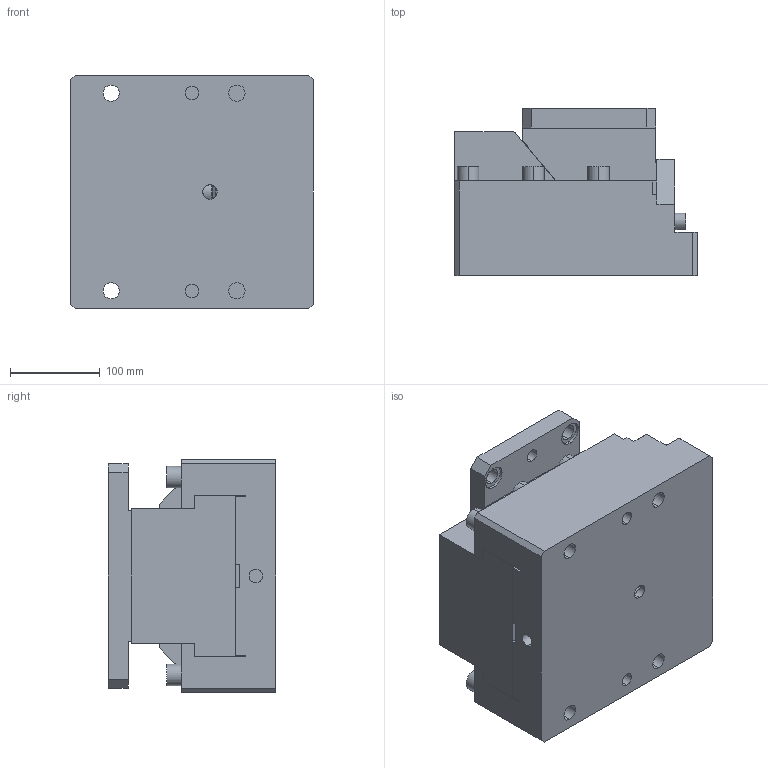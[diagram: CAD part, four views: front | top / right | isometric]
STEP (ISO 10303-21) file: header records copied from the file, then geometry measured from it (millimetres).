
FILE_DESCRIPTION(('CATIA V5 STEP Exchange'),'2;1');
FILE_NAME('CDCV_F_150_00_80CATPart.stp','2017-10-17T14:08:09+00:00',('none'),('none'),'CATIA Version 5 Release 20 GA (IN-10)','CATIA V5 STEP AP203','none');
FILE_SCHEMA(('CONFIG_CONTROL_DESIGN'));
Length unit declared in the file: millimetre
Products named in the file (1): CDCV_F_150_00_80CATPart
Bounding box: 270 x 185.91 x 260 mm (x, y, z)
Volume: 8388392.9 mm3; surface area: 668438.8 mm2
Topology: 3 solids, 3 shells, 207 faces, 653 edges, 466 vertices
Faces by surface type: plane 129, cylinder 74, cone 4
Entity records: 8005 total; most frequent: CARTESIAN_POINT 2207, ORIENTED_EDGE 1306, DIRECTION 979, EDGE_CURVE 653, VERTEX_POINT 466, AXIS2_PLACEMENT_3D 393, VECTOR 391, LINE 391
